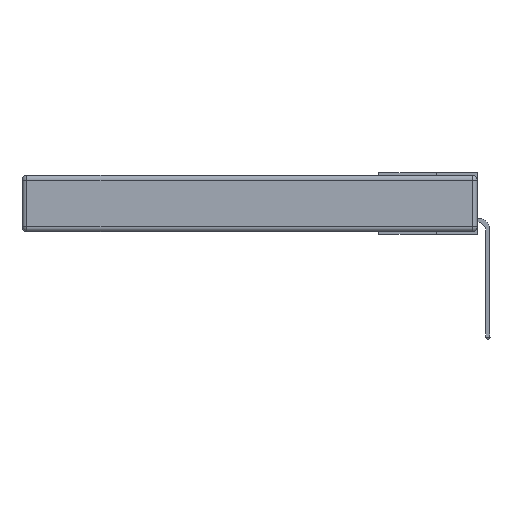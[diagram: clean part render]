
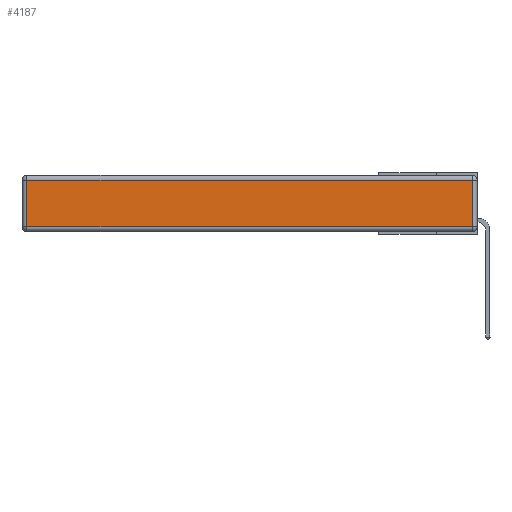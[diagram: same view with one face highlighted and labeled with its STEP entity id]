
A CAD part, left-side view. The second image highlights one B-rep face of the part: STEP entity #4187.
In plain terms, the highlighted planar face has unit normal (-1, 0, 0).
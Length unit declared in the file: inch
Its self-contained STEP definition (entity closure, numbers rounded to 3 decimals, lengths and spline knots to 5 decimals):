
#1893 = VECTOR ( 'NONE', #2573, 39.37008 ) ;
#2054 = VERTEX_POINT ( 'NONE', #25065 ) ;
#2573 = DIRECTION ( 'NONE',  ( 0., -1., 0. ) ) ;
#3580 = VECTOR ( 'NONE', #27636, 39.37008 ) ;
#4079 = CARTESIAN_POINT ( 'NONE',  ( 0., 0.03, -0.343 ) ) ;
#4187 = ADVANCED_FACE ( 'NONE', ( #12002 ), #23141, .T. ) ;
#5028 = LINE ( 'NONE', #14741, #9474 ) ;
#7810 = EDGE_CURVE ( 'NONE', #19412, #32931, #28235, .T. ) ;
#7862 = DIRECTION ( 'NONE',  ( -1., 0., 0. ) ) ;
#9238 = LINE ( 'NONE', #33419, #1893 ) ;
#9292 = ORIENTED_EDGE ( 'NONE', *, *, #7810, .T. ) ;
#9474 = VECTOR ( 'NONE', #30283, 39.37008 ) ;
#9662 = CARTESIAN_POINT ( 'NONE',  ( 0., 2.72, -0.343 ) ) ;
#12002 = FACE_OUTER_BOUND ( 'NONE', #20974, .T. ) ;
#12004 = EDGE_CURVE ( 'NONE', #2054, #19412, #9238, .T. ) ;
#12984 = CARTESIAN_POINT ( 'NONE',  ( 0., 0., -0.343 ) ) ;
#14741 = CARTESIAN_POINT ( 'NONE',  ( 0., 2.75, -0.03 ) ) ;
#16301 = ORIENTED_EDGE ( 'NONE', *, *, #32778, .T. ) ;
#19412 = VERTEX_POINT ( 'NONE', #30657 ) ;
#19935 = EDGE_CURVE ( 'NONE', #32931, #27139, #5028, .T. ) ;
#20020 = ORIENTED_EDGE ( 'NONE', *, *, #12004, .T. ) ;
#20787 = AXIS2_PLACEMENT_3D ( 'NONE', #12984, #7862, #25918 ) ;
#20974 = EDGE_LOOP ( 'NONE', ( #20020, #9292, #21956, #16301 ) ) ;
#21956 = ORIENTED_EDGE ( 'NONE', *, *, #19935, .T. ) ;
#23141 = PLANE ( 'NONE',  #20787 ) ;
#24153 = VECTOR ( 'NONE', #25222, 39.37008 ) ;
#24580 = LINE ( 'NONE', #9662, #24153 ) ;
#25065 = CARTESIAN_POINT ( 'NONE',  ( 0., 2.72, -0.313 ) ) ;
#25222 = DIRECTION ( 'NONE',  ( 0., 0., -1. ) ) ;
#25918 = DIRECTION ( 'NONE',  ( 0., 0., 1. ) ) ;
#27139 = VERTEX_POINT ( 'NONE', #29300 ) ;
#27636 = DIRECTION ( 'NONE',  ( 0., 0., 1. ) ) ;
#28235 = LINE ( 'NONE', #4079, #3580 ) ;
#28366 = CARTESIAN_POINT ( 'NONE',  ( 0., 0.03, -0.03 ) ) ;
#29300 = CARTESIAN_POINT ( 'NONE',  ( 0., 2.72, -0.03 ) ) ;
#30283 = DIRECTION ( 'NONE',  ( 0., 1., 0. ) ) ;
#30657 = CARTESIAN_POINT ( 'NONE',  ( 0., 0.03, -0.313 ) ) ;
#32778 = EDGE_CURVE ( 'NONE', #27139, #2054, #24580, .T. ) ;
#32931 = VERTEX_POINT ( 'NONE', #28366 ) ;
#33419 = CARTESIAN_POINT ( 'NONE',  ( 0., 0., -0.313 ) ) ;
